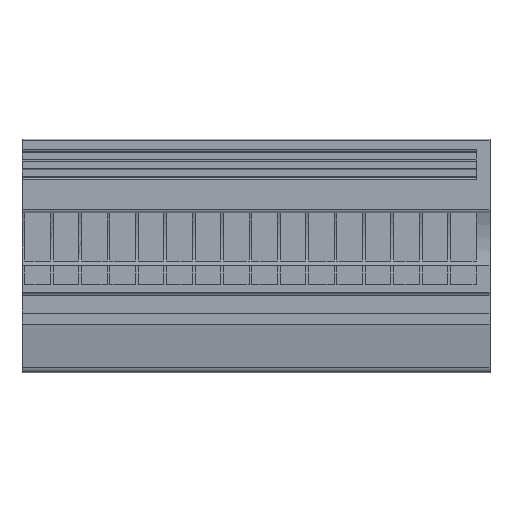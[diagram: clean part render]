
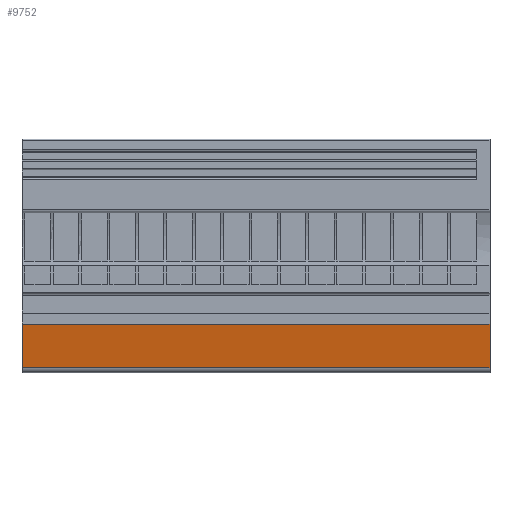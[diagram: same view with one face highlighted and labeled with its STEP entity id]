
A CAD part, front view. The second image highlights one B-rep face of the part: STEP entity #9752.
In plain terms, the highlighted planar face has unit normal (0, -0.985, -0.174).
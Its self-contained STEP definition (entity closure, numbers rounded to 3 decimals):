
#9725=AXIS2_PLACEMENT_3D('Plane Axis2P3D',#9722,#9723,#9724) ;
#2011=CARTESIAN_POINT('Vertex',(0.,3.083,0.909)) ;
#2018=CARTESIAN_POINT('Vertex',(84.1,3.083,0.909)) ;
#2021=CARTESIAN_POINT('Line Origine',(84.1,3.083,0.909)) ;
#9722=CARTESIAN_POINT('Axis2P3D Location',(84.1,1.7,8.751)) ;
#9727=CARTESIAN_POINT('Line Origine',(0.,2.391,4.83)) ;
#9731=CARTESIAN_POINT('Vertex',(0.,1.7,8.751)) ;
#9734=CARTESIAN_POINT('Line Origine',(84.1,2.391,4.83)) ;
#9738=CARTESIAN_POINT('Vertex',(84.1,1.7,8.751)) ;
#9741=CARTESIAN_POINT('Line Origine',(42.05,1.7,8.751)) ;
#2022=DIRECTION('Vector Direction',(1.,0.,0.)) ;
#9723=DIRECTION('Axis2P3D Direction',(-0.,0.985,0.174)) ;
#9724=DIRECTION('Axis2P3D XDirection',(0.,-0.174,0.985)) ;
#9728=DIRECTION('Vector Direction',(0.,0.174,-0.985)) ;
#9735=DIRECTION('Vector Direction',(0.,0.174,-0.985)) ;
#9742=DIRECTION('Vector Direction',(-1.,0.,0.)) ;
#2023=VECTOR('Line Direction',#2022,1.) ;
#9729=VECTOR('Line Direction',#9728,1.) ;
#9736=VECTOR('Line Direction',#9735,1.) ;
#9743=VECTOR('Line Direction',#9742,1.) ;
#9747=ORIENTED_EDGE('',*,*,#9733,.T.) ;
#9748=ORIENTED_EDGE('',*,*,#2025,.F.) ;
#9749=ORIENTED_EDGE('',*,*,#9740,.F.) ;
#9750=ORIENTED_EDGE('',*,*,#9745,.T.) ;
#9752=ADVANCED_FACE('V1',(#9751),#9726,.F.) ;
#2025=EDGE_CURVE('',#2019,#2012,#2024,.F.) ;
#9733=EDGE_CURVE('',#9732,#2012,#9730,.T.) ;
#9740=EDGE_CURVE('',#9739,#2019,#9737,.T.) ;
#9745=EDGE_CURVE('',#9739,#9732,#9744,.T.) ;
#9746=EDGE_LOOP('',(#9747,#9748,#9749,#9750)) ;
#9751=FACE_OUTER_BOUND('',#9746,.T.) ;
#2024=LINE('Line',#2021,#2023) ;
#9730=LINE('Line',#9727,#9729) ;
#9737=LINE('Line',#9734,#9736) ;
#9744=LINE('Line',#9741,#9743) ;
#9726=PLANE('',#9725) ;
#2012=VERTEX_POINT('',#2011) ;
#2019=VERTEX_POINT('',#2018) ;
#9732=VERTEX_POINT('',#9731) ;
#9739=VERTEX_POINT('',#9738) ;
